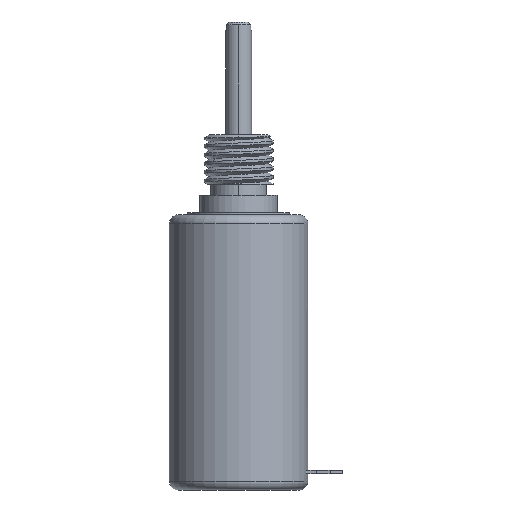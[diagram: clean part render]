
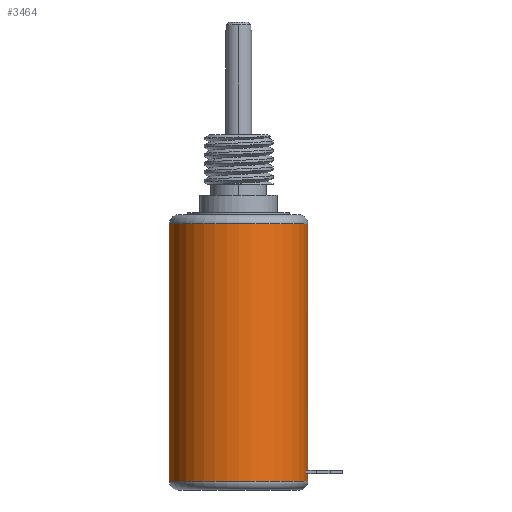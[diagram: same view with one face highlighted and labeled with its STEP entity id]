
A CAD part, front view. The second image highlights one B-rep face of the part: STEP entity #3464.
In plain terms, the highlighted cylindrical face has radius 6.35 mm (diameter 12.7 mm), a partial arc.
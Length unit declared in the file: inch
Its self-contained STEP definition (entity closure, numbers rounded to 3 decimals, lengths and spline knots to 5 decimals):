
#330=CARTESIAN_POINT('',(0.,0.,0.));
#331=DIRECTION('',(0.,0.,1.));
#332=DIRECTION('',(-0.362,0.932,0.));
#333=AXIS2_PLACEMENT_3D('',#330,#331,#332);
#357=CARTESIAN_POINT('',(0.,0.,0.));
#358=DIRECTION('',(0.,0.,1.));
#359=DIRECTION('',(0.464,0.886,0.));
#360=AXIS2_PLACEMENT_3D('',#357,#358,#359);
#377=CARTESIAN_POINT('',(0.,0.,-0.882));
#378=DIRECTION('',(0.,0.,-1.));
#379=DIRECTION('',(0.968,0.25,0.));
#380=AXIS2_PLACEMENT_3D('',#377,#378,#379);
#382=DIRECTION('',(0.,0.,1.));
#383=VECTOR('',#382,0.013);
#384=CARTESIAN_POINT('',(0.24206,-0.0625,-0.895));
#385=LINE('',#384,#383);
#386=CARTESIAN_POINT('',(0.,0.,-0.895));
#387=DIRECTION('',(0.,0.,1.));
#388=DIRECTION('',(0.968,-0.25,0.));
#389=AXIS2_PLACEMENT_3D('',#386,#387,#388);
#391=CARTESIAN_POINT('',(0.,0.,-0.921));
#392=DIRECTION('',(0.,0.,-1.));
#393=DIRECTION('',(1.,0.,0.));
#394=AXIS2_PLACEMENT_3D('',#391,#392,#393);
#396=DIRECTION('',(0.,0.,-1.));
#397=VECTOR('',#396,0.041);
#398=CARTESIAN_POINT('',(-0.25,0.,-0.88));
#399=LINE('',#398,#397);
#400=CARTESIAN_POINT('',(0.,0.,-0.88));
#401=DIRECTION('',(0.,0.,1.));
#402=DIRECTION('',(-0.464,0.886,0.));
#403=AXIS2_PLACEMENT_3D('',#400,#401,#402);
#405=DIRECTION('',(0.,0.,1.));
#406=VECTOR('',#405,0.88);
#407=CARTESIAN_POINT('',(-0.11607,0.22142,-0.88));
#408=LINE('',#407,#406);
#409=CARTESIAN_POINT('',(-0.09059,0.23301,0.));
#410=CARTESIAN_POINT('',(-0.09039,0.23309,
0.00091));
#411=CARTESIAN_POINT('',(-0.08994,0.23326,
0.00273));
#412=CARTESIAN_POINT('',(-0.08912,0.23358,0.0054));
#413=CARTESIAN_POINT('',(-0.08846,0.23383,
0.00714));
#414=CARTESIAN_POINT('',(-0.08811,0.23396,0.008));
#416=CARTESIAN_POINT('',(0.,0.,0.008));
#417=DIRECTION('',(0.,0.,1.));
#418=DIRECTION('',(-0.352,0.936,0.));
#419=AXIS2_PLACEMENT_3D('',#416,#417,#418);
#421=CARTESIAN_POINT('',(0.,0.,0.008));
#422=DIRECTION('',(0.,0.,1.));
#423=DIRECTION('',(-1.,0.,0.));
#424=AXIS2_PLACEMENT_3D('',#421,#422,#423);
#426=CARTESIAN_POINT('',(0.,0.,0.008));
#427=DIRECTION('',(0.,0.,1.));
#428=DIRECTION('',(1.,0.,0.));
#429=AXIS2_PLACEMENT_3D('',#426,#427,#428);
#431=CARTESIAN_POINT('',(0.08811,0.23396,0.008));
#432=CARTESIAN_POINT('',(0.08846,0.23383,
0.00714));
#433=CARTESIAN_POINT('',(0.08912,0.23358,0.0054));
#434=CARTESIAN_POINT('',(0.08994,0.23326,
0.00273));
#435=CARTESIAN_POINT('',(0.09039,0.23309,
0.00091));
#436=CARTESIAN_POINT('',(0.09059,0.23301,0.));
#438=DIRECTION('',(0.,0.,1.));
#439=VECTOR('',#438,0.88);
#440=CARTESIAN_POINT('',(0.11607,0.22142,-0.88));
#441=LINE('',#440,#439);
#442=CARTESIAN_POINT('',(0.,0.,-0.88));
#443=DIRECTION('',(0.,0.,1.));
#444=DIRECTION('',(0.968,0.25,0.));
#445=AXIS2_PLACEMENT_3D('',#442,#443,#444);
#495=DIRECTION('',(0.,0.,-1.));
#496=VECTOR('',#495,0.002);
#497=CARTESIAN_POINT('',(0.24206,0.0625,-0.88));
#498=LINE('',#497,#496);
#546=DIRECTION('',(0.,0.,-1.));
#547=VECTOR('',#546,0.026);
#548=CARTESIAN_POINT('',(0.25,0.,-0.895));
#549=LINE('',#548,#547);
#2662=CARTESIAN_POINT('',(-0.25,0.,-0.921));
#2663=CARTESIAN_POINT('',(0.25,0.,-0.921));
#2664=VERTEX_POINT('',#2662);
#2665=VERTEX_POINT('',#2663);
#2666=CARTESIAN_POINT('',(-0.11607,0.22142,-0.88));
#2667=CARTESIAN_POINT('',(-0.25,0.,-0.88));
#2668=VERTEX_POINT('',#2666);
#2669=VERTEX_POINT('',#2667);
#2670=CARTESIAN_POINT('',(0.11607,0.22142,-0.88));
#2671=VERTEX_POINT('',#2670);
#2676=CARTESIAN_POINT('',(-0.25,0.,0.008));
#2677=CARTESIAN_POINT('',(0.25,0.,0.008));
#2678=VERTEX_POINT('',#2676);
#2679=VERTEX_POINT('',#2677);
#2680=CARTESIAN_POINT('',(0.11607,0.22142,0.));
#2681=VERTEX_POINT('',#2680);
#2682=CARTESIAN_POINT('',(-0.11607,0.22142,0.));
#2683=VERTEX_POINT('',#2682);
#2791=CARTESIAN_POINT('',(0.09059,0.23301,0.));
#2792=VERTEX_POINT('',#2791);
#2793=CARTESIAN_POINT('',(-0.09059,0.23301,0.));
#2794=VERTEX_POINT('',#2793);
#2795=VERTEX_POINT('',#431);
#2796=VERTEX_POINT('',#414);
#2989=CARTESIAN_POINT('',(0.24206,-0.0625,-0.895));
#2990=CARTESIAN_POINT('',(0.25,0.,-0.895));
#2991=VERTEX_POINT('',#2989);
#2992=VERTEX_POINT('',#2990);
#3009=CARTESIAN_POINT('',(0.24206,0.0625,-0.88));
#3010=CARTESIAN_POINT('',(0.24206,0.0625,-0.882));
#3011=VERTEX_POINT('',#3009);
#3012=VERTEX_POINT('',#3010);
#3017=CARTESIAN_POINT('',(0.24206,-0.0625,-0.882));
#3018=VERTEX_POINT('',#3017);
#3424=CARTESIAN_POINT('',(0.,0.,0.));
#3425=DIRECTION('',(0.,0.,1.));
#3426=DIRECTION('',(1.,0.,0.));
#3427=AXIS2_PLACEMENT_3D('',#3424,#3425,#3426);
#3428=CYLINDRICAL_SURFACE('',#3427,0.25);
#3430=ORIENTED_EDGE('',*,*,#3429,.T.);
#3432=ORIENTED_EDGE('',*,*,#3431,.F.);
#3434=ORIENTED_EDGE('',*,*,#3433,.T.);
#3436=ORIENTED_EDGE('',*,*,#3435,.T.);
#3438=ORIENTED_EDGE('',*,*,#3437,.T.);
#3440=ORIENTED_EDGE('',*,*,#3439,.F.);
#3442=ORIENTED_EDGE('',*,*,#3441,.F.);
#3444=ORIENTED_EDGE('',*,*,#3443,.T.);
#3445=ORIENTED_EDGE('',*,*,#3369,.F.);
#3447=ORIENTED_EDGE('',*,*,#3446,.T.);
#3449=ORIENTED_EDGE('',*,*,#3448,.T.);
#3451=ORIENTED_EDGE('',*,*,#3450,.T.);
#3453=ORIENTED_EDGE('',*,*,#3452,.T.);
#3454=ORIENTED_EDGE('',*,*,#3415,.T.);
#3455=ORIENTED_EDGE('',*,*,#3383,.F.);
#3457=ORIENTED_EDGE('',*,*,#3456,.F.);
#3459=ORIENTED_EDGE('',*,*,#3458,.F.);
#3461=ORIENTED_EDGE('',*,*,#3460,.T.);
#3462=EDGE_LOOP('',(#3430,#3432,#3434,#3436,#3438,#3440,#3442,#3444,#3445,#3447,
#3449,#3451,#3453,#3454,#3455,#3457,#3459,#3461));
#3463=FACE_OUTER_BOUND('',#3462,.F.);
#3464=ADVANCED_FACE('',(#3463),#3428,.T.);
#334=CIRCLE('',#333,0.25);
#361=CIRCLE('',#360,0.25);
#381=CIRCLE('',#380,0.25);
#390=CIRCLE('',#389,0.25);
#395=CIRCLE('',#394,0.25);
#404=CIRCLE('',#403,0.25);
#415=B_SPLINE_CURVE_WITH_KNOTS('',3,(#409,#410,#411,#412,#413,#414),
.UNSPECIFIED.,.F.,.F.,(4,1,1,4),(0.,0.33333,0.66667,1.),
.UNSPECIFIED.);
#420=CIRCLE('',#419,0.25);
#425=CIRCLE('',#424,0.25);
#430=CIRCLE('',#429,0.25);
#437=B_SPLINE_CURVE_WITH_KNOTS('',3,(#431,#432,#433,#434,#435,#436),
.UNSPECIFIED.,.F.,.F.,(4,1,1,4),(0.,0.33333,0.66667,1.),
.UNSPECIFIED.);
#446=CIRCLE('',#445,0.25);
#3369=EDGE_CURVE('',#2794,#2683,#334,.T.);
#3383=EDGE_CURVE('',#2681,#2792,#361,.T.);
#3415=EDGE_CURVE('',#2795,#2792,#437,.T.);
#3429=EDGE_CURVE('',#3012,#3018,#381,.T.);
#3431=EDGE_CURVE('',#2991,#3018,#385,.T.);
#3433=EDGE_CURVE('',#2991,#2992,#390,.T.);
#3435=EDGE_CURVE('',#2992,#2665,#549,.T.);
#3437=EDGE_CURVE('',#2665,#2664,#395,.T.);
#3439=EDGE_CURVE('',#2669,#2664,#399,.T.);
#3441=EDGE_CURVE('',#2668,#2669,#404,.T.);
#3443=EDGE_CURVE('',#2668,#2683,#408,.T.);
#3446=EDGE_CURVE('',#2794,#2796,#415,.T.);
#3448=EDGE_CURVE('',#2796,#2678,#420,.T.);
#3450=EDGE_CURVE('',#2678,#2679,#425,.T.);
#3452=EDGE_CURVE('',#2679,#2795,#430,.T.);
#3456=EDGE_CURVE('',#2671,#2681,#441,.T.);
#3458=EDGE_CURVE('',#3011,#2671,#446,.T.);
#3460=EDGE_CURVE('',#3011,#3012,#498,.T.);
